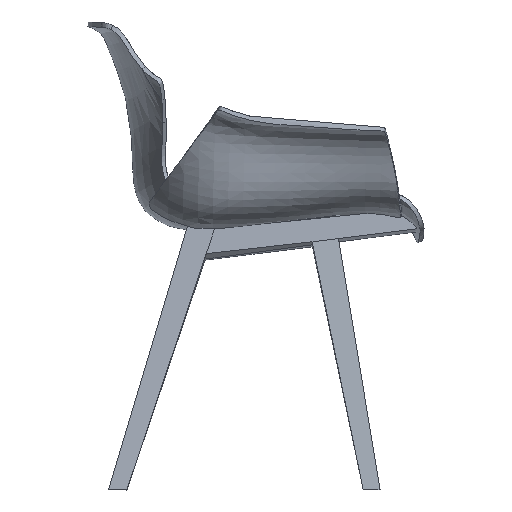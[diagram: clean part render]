
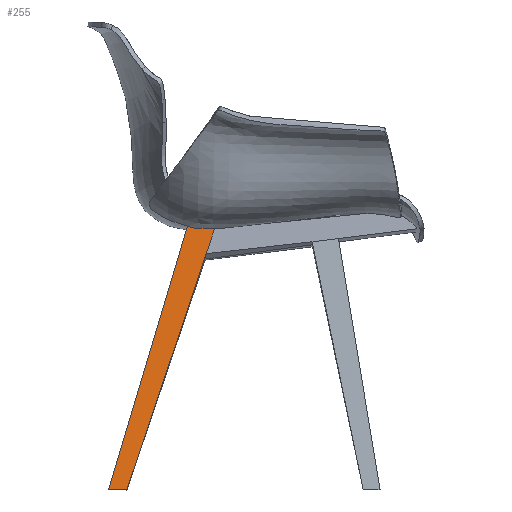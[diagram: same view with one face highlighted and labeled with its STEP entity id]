
A CAD part, left-side view. The second image highlights one B-rep face of the part: STEP entity #255.
In plain terms, the highlighted planar face has unit normal (-0.995, -0.002, 0.101).
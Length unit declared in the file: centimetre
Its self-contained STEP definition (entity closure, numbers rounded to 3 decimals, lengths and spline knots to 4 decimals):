
#255=ADVANCED_FACE('',(#376),#1826,.T.);
#376=FACE_OUTER_BOUND('',#497,.T.);
#497=EDGE_LOOP('',(#844,#845,#846,#847,#848));
#844=ORIENTED_EDGE('',*,*,#1237,.F.);
#845=ORIENTED_EDGE('',*,*,#1239,.T.);
#846=ORIENTED_EDGE('',*,*,#1227,.F.);
#847=ORIENTED_EDGE('',*,*,#1241,.T.);
#848=ORIENTED_EDGE('',*,*,#1240,.T.);
#1227=EDGE_CURVE('',#1678,#1694,#1497,.T.);
#1237=EDGE_CURVE('',#1698,#1699,#1507,.T.);
#1239=EDGE_CURVE('',#1698,#1694,#1509,.T.);
#1240=EDGE_CURVE('',#1679,#1699,#1510,.T.);
#1241=EDGE_CURVE('',#1678,#1679,#1511,.T.);
#1497=B_SPLINE_CURVE_WITH_KNOTS('',1,(#3310,#3311),.UNSPECIFIED.,.F.,.F.,
(2,2),(49.9996,461.2482),.UNSPECIFIED.);
#1507=B_SPLINE_CURVE_WITH_KNOTS('',1,(#3369,#3370),.UNSPECIFIED.,.F.,.F.,
(2,2),(-258.3256,199.926),.UNSPECIFIED.);
#1509=B_SPLINE_CURVE_WITH_KNOTS('',3,(#3390,#3391,#3392,#3393),
 .UNSPECIFIED.,.F.,.F.,(4,4),(9.988,40.1108),
 .UNSPECIFIED.);
#1510=B_SPLINE_CURVE_WITH_KNOTS('',3,(#3394,#3395,#3396,#3397,#3398,#3399,
#3400,#3401,#3402,#3403,#3404,#3405,#3406,#3407,#3408,#3409,#3410,#3411,
#3412,#3413,#3414,#3415,#3416,#3417,#3418,#3419,#3420,#3421,#3422,#3423,
#3424,#3425,#3426,#3427,#3428,#3429),.UNSPECIFIED.,.F.,.F.,(4,2,2,2,2,3,
3,3,3,3,3,3,3,4),(-45.618,-39.478,-36.4049,
-33.3307,-30.2531,-27.1653,-20.9305,
-17.7674,-14.5925,-11.3939,-8.0613,
-4.5879,-1.0858,-0.4419),.UNSPECIFIED.);
#1511=B_SPLINE_CURVE_WITH_KNOTS('',1,(#3430,#3431),.UNSPECIFIED.,.F.,.F.,
(2,2),(-49.9996,-1.4382),.UNSPECIFIED.);
#1678=VERTEX_POINT('',#2508);
#1679=VERTEX_POINT('',#2509);
#1694=VERTEX_POINT('',#2524);
#1698=VERTEX_POINT('',#2528);
#1699=VERTEX_POINT('',#2529);
#1826=PLANE('',#1935);
#1935=AXIS2_PLACEMENT_3D('',#2458,#2031,$);
#2031=DIRECTION('',(-0.995,-0.002,0.101));
#2458=CARTESIAN_POINT('',(-19.4895,46.5358,-42.7459));
#2508=CARTESIAN_POINT('',(-15.3224,34.652,-1.7894));
#2509=CARTESIAN_POINT('',(-14.8556,33.1137,2.793));
#2524=CARTESIAN_POINT('',(-19.2749,47.6797,-40.5954));
#2528=CARTESIAN_POINT('',(-19.2822,50.692,-40.5954));
#2529=CARTESIAN_POINT('',(-14.8357,37.6092,3.0968));
#3310=CARTESIAN_POINT('',(-15.3224,34.652,-1.7894));
#3311=CARTESIAN_POINT('',(-19.2749,47.6797,-40.5954));
#3369=CARTESIAN_POINT('',(-19.2822,50.692,-40.5954));
#3370=CARTESIAN_POINT('',(-14.8357,37.6092,3.0968));
#3390=CARTESIAN_POINT('',(-19.2822,50.692,-40.5954));
#3391=CARTESIAN_POINT('',(-19.2798,49.6879,-40.5954));
#3392=CARTESIAN_POINT('',(-19.2773,48.6838,-40.5954));
#3393=CARTESIAN_POINT('',(-19.2749,47.6797,-40.5954));
#3394=CARTESIAN_POINT('',(-14.8556,33.1137,2.793));
#3395=CARTESIAN_POINT('',(-14.8561,33.3184,2.7933));
#3396=CARTESIAN_POINT('',(-14.8564,33.523,2.7946));
#3397=CARTESIAN_POINT('',(-14.8569,33.8301,2.7975));
#3398=CARTESIAN_POINT('',(-14.857,33.9325,2.7986));
#3399=CARTESIAN_POINT('',(-14.8572,34.1374,2.8012));
#3400=CARTESIAN_POINT('',(-14.8573,34.2399,2.8026));
#3401=CARTESIAN_POINT('',(-14.8575,34.4449,2.8058));
#3402=CARTESIAN_POINT('',(-14.8576,34.5475,2.8076));
#3403=CARTESIAN_POINT('',(-14.8577,34.753,2.8116));
#3404=CARTESIAN_POINT('',(-14.8577,34.8559,2.8139));
#3405=CARTESIAN_POINT('',(-14.8577,34.9588,2.8164));
#3406=CARTESIAN_POINT('',(-14.8577,35.1672,2.8216));
#3407=CARTESIAN_POINT('',(-14.8575,35.3736,2.8279));
#3408=CARTESIAN_POINT('',(-14.8571,35.5819,2.8371));
#3409=CARTESIAN_POINT('',(-14.8569,35.6872,2.8418));
#3410=CARTESIAN_POINT('',(-14.8566,35.7925,2.8472));
#3411=CARTESIAN_POINT('',(-14.8562,35.8978,2.8535));
#3412=CARTESIAN_POINT('',(-14.8558,36.0034,2.8599));
#3413=CARTESIAN_POINT('',(-14.8553,36.109,2.8672));
#3414=CARTESIAN_POINT('',(-14.8547,36.2145,2.8754));
#3415=CARTESIAN_POINT('',(-14.8542,36.3216,2.8837));
#3416=CARTESIAN_POINT('',(-14.8535,36.4262,2.8926));
#3417=CARTESIAN_POINT('',(-14.8527,36.5331,2.903));
#3418=CARTESIAN_POINT('',(-14.8519,36.6441,2.9139));
#3419=CARTESIAN_POINT('',(-14.8509,36.7537,2.9263));
#3420=CARTESIAN_POINT('',(-14.8496,36.8641,2.9416));
#3421=CARTESIAN_POINT('',(-14.8483,36.9782,2.9574));
#3422=CARTESIAN_POINT('',(-14.8466,37.0935,2.9767));
#3423=CARTESIAN_POINT('',(-14.8446,37.2064,2.9995));
#3424=CARTESIAN_POINT('',(-14.8425,37.3208,3.0225));
#3425=CARTESIAN_POINT('',(-14.8401,37.4345,3.0493));
#3426=CARTESIAN_POINT('',(-14.8373,37.5471,3.0797));
#3427=CARTESIAN_POINT('',(-14.8368,37.5678,3.0853));
#3428=CARTESIAN_POINT('',(-14.8363,37.5885,3.091));
#3429=CARTESIAN_POINT('',(-14.8357,37.6092,3.0968));
#3430=CARTESIAN_POINT('',(-15.3224,34.652,-1.7894));
#3431=CARTESIAN_POINT('',(-14.8556,33.1137,2.793));
